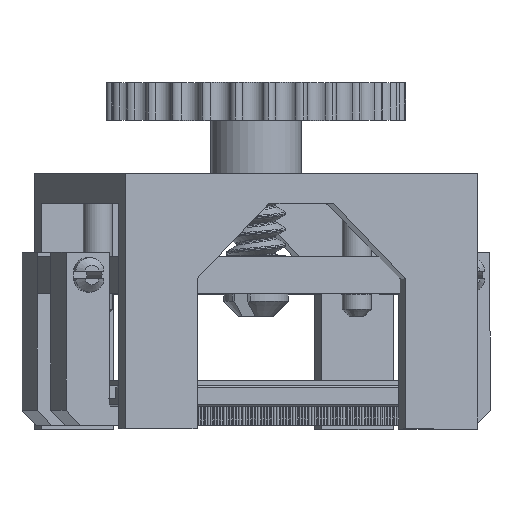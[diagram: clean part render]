
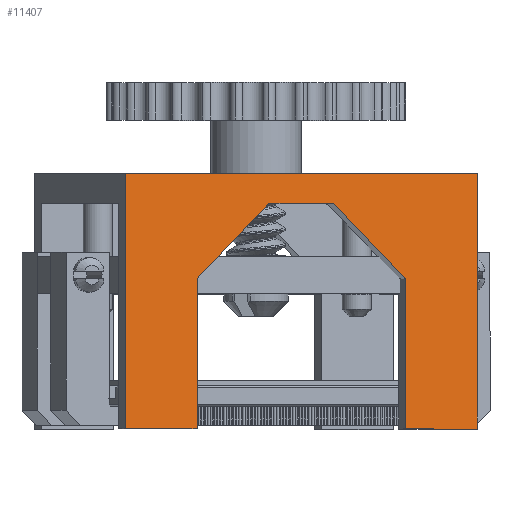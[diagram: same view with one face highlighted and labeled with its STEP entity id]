
A CAD part, top view. The second image highlights one B-rep face of the part: STEP entity #11407.
In plain terms, the highlighted face is planar.
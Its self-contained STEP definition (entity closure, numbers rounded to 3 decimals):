
#460=LINE('',#18993,#1028);
#474=LINE('',#19021,#1042);
#478=LINE('',#19028,#1046);
#481=LINE('',#19034,#1049);
#482=LINE('',#19038,#1050);
#496=LINE('',#19064,#1064);
#498=LINE('',#19068,#1066);
#499=LINE('',#19071,#1067);
#502=LINE('',#19077,#1070);
#503=LINE('',#19078,#1071);
#1028=VECTOR('',#15690,9.);
#1042=VECTOR('',#15710,14.142);
#1046=VECTOR('',#15716,14.142);
#1049=VECTOR('',#15721,20.);
#1050=VECTOR('',#15724,49.);
#1064=VECTOR('',#15746,34.);
#1066=VECTOR('',#15752,10.);
#1067=VECTOR('',#15755,20.);
#1070=VECTOR('',#15760,10.);
#1071=VECTOR('',#15761,34.);
#2796=FACE_OUTER_BOUND('',#4109,.T.);
#4109=EDGE_LOOP('',(#9225,#9226,#9227,#9228,#9229,#9230,#9231,#9232,#9233,
#9234));
#5796=VERTEX_POINT('',#18990);
#5797=VERTEX_POINT('',#18992);
#5808=VERTEX_POINT('',#19020);
#5810=VERTEX_POINT('',#19026);
#5812=VERTEX_POINT('',#19032);
#5813=VERTEX_POINT('',#19036);
#5814=VERTEX_POINT('',#19037);
#5821=VERTEX_POINT('',#19059);
#5823=VERTEX_POINT('',#19070);
#5825=VERTEX_POINT('',#19076);
#6984=EDGE_CURVE('',#5797,#5796,#460,.T.);
#6998=EDGE_CURVE('',#5797,#5808,#474,.T.);
#7002=EDGE_CURVE('',#5810,#5796,#478,.T.);
#7005=EDGE_CURVE('',#5812,#5810,#481,.T.);
#7006=EDGE_CURVE('',#5813,#5814,#482,.T.);
#7020=EDGE_CURVE('',#5821,#5814,#496,.T.);
#7022=EDGE_CURVE('',#5812,#5821,#498,.T.);
#7023=EDGE_CURVE('',#5823,#5808,#499,.T.);
#7026=EDGE_CURVE('',#5823,#5825,#502,.T.);
#7027=EDGE_CURVE('',#5825,#5813,#503,.T.);
#9225=ORIENTED_EDGE('',*,*,#7026,.F.);
#9226=ORIENTED_EDGE('',*,*,#7023,.T.);
#9227=ORIENTED_EDGE('',*,*,#6998,.F.);
#9228=ORIENTED_EDGE('',*,*,#6984,.T.);
#9229=ORIENTED_EDGE('',*,*,#7002,.F.);
#9230=ORIENTED_EDGE('',*,*,#7005,.F.);
#9231=ORIENTED_EDGE('',*,*,#7022,.T.);
#9232=ORIENTED_EDGE('',*,*,#7020,.T.);
#9233=ORIENTED_EDGE('',*,*,#7006,.F.);
#9234=ORIENTED_EDGE('',*,*,#7027,.F.);
#10719=PLANE('',#12744);
#11407=ADVANCED_FACE('',(#2796),#10719,.T.);
#12744=AXIS2_PLACEMENT_3D('',#19075,#15758,#15759);
#15690=DIRECTION('',(1.,0.,0.));
#15710=DIRECTION('',(-0.707,-0.707,0.));
#15716=DIRECTION('',(-0.707,0.707,0.));
#15721=DIRECTION('',(0.,1.,0.));
#15724=DIRECTION('',(1.,0.,0.));
#15746=DIRECTION('',(0.,1.,0.));
#15752=DIRECTION('',(1.,0.,0.));
#15755=DIRECTION('',(0.,1.,0.));
#15758=DIRECTION('center_axis',(0.,0.,1.));
#15759=DIRECTION('ref_axis',(1.,0.,0.));
#15760=DIRECTION('',(-1.,0.,0.));
#15761=DIRECTION('',(0.,1.,0.));
#18990=CARTESIAN_POINT('',(-8.758,30.,32.755));
#18992=CARTESIAN_POINT('',(-17.758,30.,32.755));
#18993=CARTESIAN_POINT('',(-37.758,30.,32.755));
#19020=CARTESIAN_POINT('',(-27.758,20.,32.755));
#19021=CARTESIAN_POINT('',(-32.758,15.,32.755));
#19026=CARTESIAN_POINT('',(1.242,20.,32.755));
#19028=CARTESIAN_POINT('',(-6.008,27.25,32.755));
#19032=CARTESIAN_POINT('',(1.242,0.,32.755));
#19034=CARTESIAN_POINT('',(1.242,0.,32.755));
#19036=CARTESIAN_POINT('',(-37.758,34.,32.755));
#19037=CARTESIAN_POINT('',(11.242,34.,32.755));
#19038=CARTESIAN_POINT('',(-37.758,34.,32.755));
#19059=CARTESIAN_POINT('',(11.242,0.,32.755));
#19064=CARTESIAN_POINT('',(11.242,0.,32.755));
#19068=CARTESIAN_POINT('',(1.242,0.,32.755));
#19070=CARTESIAN_POINT('',(-27.758,0.,32.755));
#19071=CARTESIAN_POINT('',(-27.758,0.,32.755));
#19075=CARTESIAN_POINT('Origin',(-37.758,0.,32.755));
#19076=CARTESIAN_POINT('',(-37.758,0.,32.755));
#19077=CARTESIAN_POINT('',(-27.758,0.,32.755));
#19078=CARTESIAN_POINT('',(-37.758,0.,32.755));
